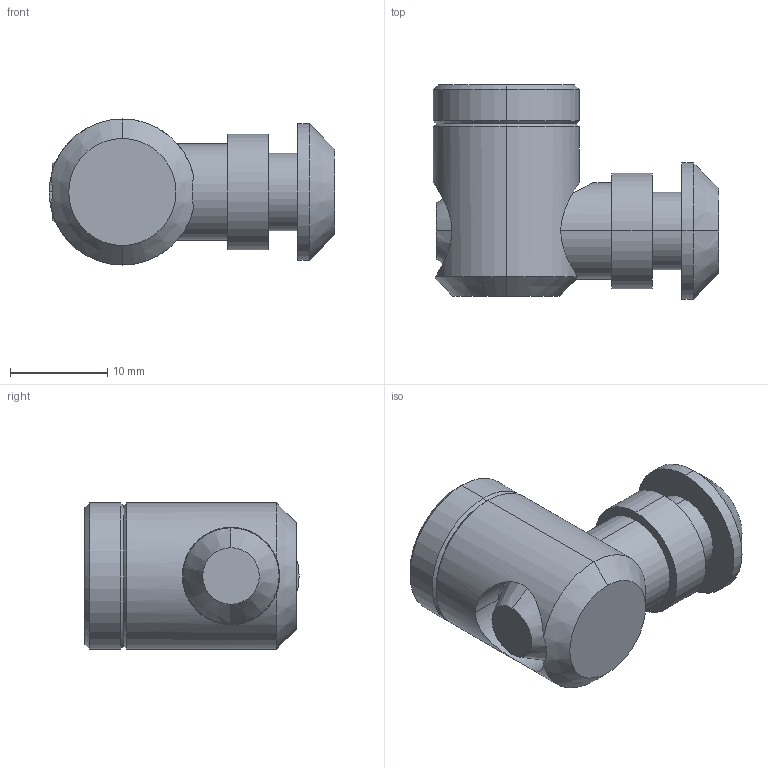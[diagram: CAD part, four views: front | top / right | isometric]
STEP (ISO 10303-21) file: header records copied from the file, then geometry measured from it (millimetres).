
FILE_DESCRIPTION (( 'STEP AP214' ), '1' );
FILE_NAME ('1.21.3F5.STEP', '2024-10-04T18:25:18', ( '' ), ( '' ), 'SwSTEP 2.0', 'SolidWorks 2024', '' );
FILE_SCHEMA (( 'AUTOMOTIVE_DESIGN' ));
Length unit declared in the file: millimetre
Products named in the file (1): 1.21.3F5
Bounding box: 29.3 x 22 x 15 mm (x, y, z)
Volume: 4615.1 mm3; surface area: 3077.4 mm2
Topology: 2 solids, 2 shells, 60 faces, 140 edges, 83 vertices
Faces by surface type: cone 22, cylinder 19, plane 17, torus 2
Entity records: 1998 total; most frequent: CARTESIAN_POINT 612, DIRECTION 294, ORIENTED_EDGE 268, EDGE_CURVE 134, AXIS2_PLACEMENT_3D 115, VERTEX_POINT 83, EDGE_LOOP 67, LINE 64
